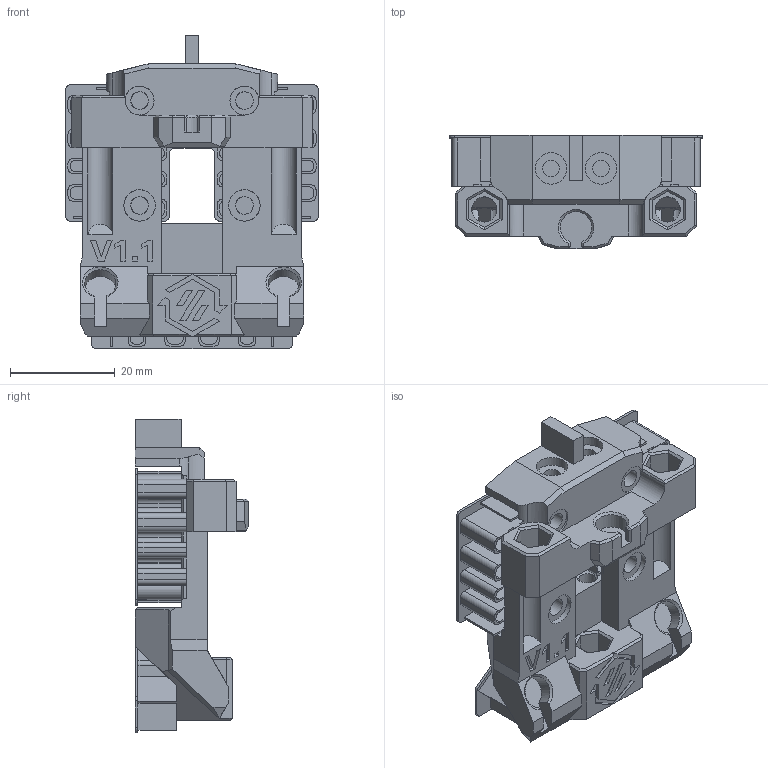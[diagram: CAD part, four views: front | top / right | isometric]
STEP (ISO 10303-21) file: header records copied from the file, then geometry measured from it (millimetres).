
FILE_DESCRIPTION(/* description */ (''),/* implementation_level */ '2;1');
FILE_NAME(/* name */ 'Shuttle for split keeper.step',/* time_stamp */ '2024-06-16T02:17:08+01:00',/* author */ (''),/* organization */ (''),/* preprocessor_version */ 'ST-DEVELOPER v20',/* originating_system */ 'Autodesk Translation Framework v13.14.0.145',/* authorisation */ '');
FILE_SCHEMA (('AUTOMOTIVE_DESIGN { 1 0 10303 214 3 1 1 }'));
Products named in the file (6): SC V1.1r2 Master; Shuttle (1); 3DP; Belt Delete; Bones; Belt Delete (2)
Assembly tree (5 placements, depth 4):
  SC V1.1r2 Master
    Shuttle (1)
      3DP
        Belt Delete
        Bones
      Belt Delete (2)
Bounding box: 48.32 x 21.62 x 59.88 mm (x, y, z)
Volume: 17878.2 mm3; surface area: 26720.1 mm2
Topology: 57 solids, 57 shells, 1912 faces, 5299 edges, 3512 vertices
Faces by surface type: plane 1384, cylinder 523, cone 5
Full cylindrical faces by diameter (mm): 2.8 x4, 3.2 x5, 3.4 x8, 4.7 x1, 4.8 x3, 5.526 x2, 6 x4, 6.1 x4
Entity records: 62703 total; most frequent: CARTESIAN_POINT 12658, ORIENTED_EDGE 10598, DIRECTION 10183, EDGE_CURVE 5299, LINE 3899, VECTOR 3899, VERTEX_POINT 3512, AXIS2_PLACEMENT_3D 3142
